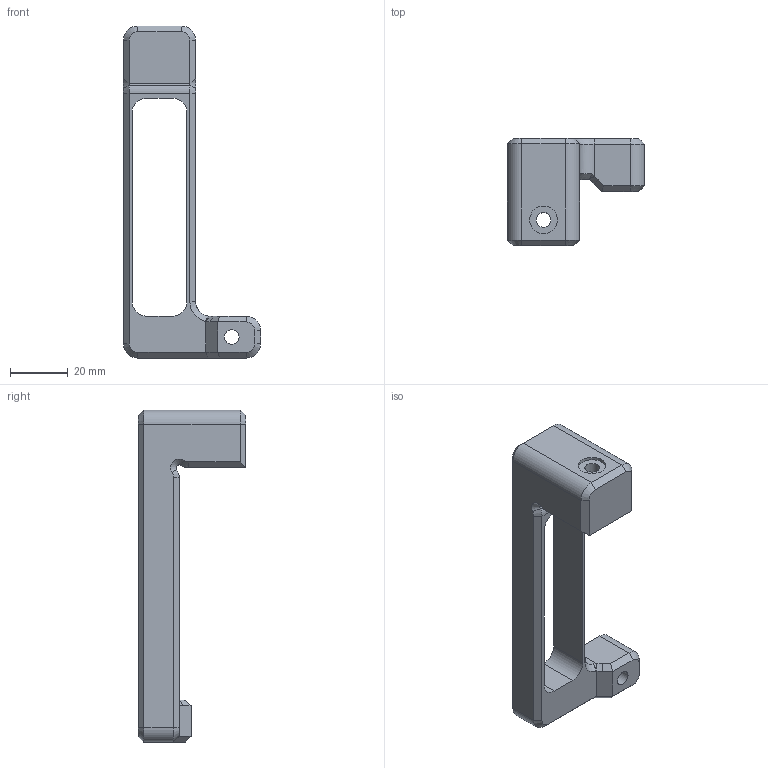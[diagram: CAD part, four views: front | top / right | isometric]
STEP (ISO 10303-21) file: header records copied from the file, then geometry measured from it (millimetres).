
FILE_DESCRIPTION(/* description */ ('FreeCAD Model'),/* implementation_level */ '2;1');
FILE_NAME(/* name */ 'Tradrack left mount.step',/* time_stamp */ '2025-10-20T13:38:41+02:00',/* author */ (''),/* organization */ (''),/* preprocessor_version */ 'ST-DEVELOPER v20.1',/* originating_system */ 'Autodesk Translation Framework v14.17.0.0',/* authorisation */ '');
FILE_SCHEMA (('AUTOMOTIVE_DESIGN { 1 0 10303 214 3 1 1 }'));
Length unit declared in the file: millimetre
Products named in the file (1): MAIN
Bounding box: 47.5 x 37.36 x 115 mm (x, y, z)
Volume: 34806.8 mm3; surface area: 12784.9 mm2
Topology: 1 solids, 1 shells, 81 faces, 189 edges, 112 vertices
Faces by surface type: plane 37, cone 22, cylinder 19, bspline 3
Full cylindrical faces by diameter (mm): 4.3 x2, 5.1 x2, 9.6 x2
Entity records: 2330 total; most frequent: CARTESIAN_POINT 446, DIRECTION 396, ORIENTED_EDGE 374, EDGE_CURVE 187, AXIS2_PLACEMENT_3D 137, LINE 122, VECTOR 122, VERTEX_POINT 112
